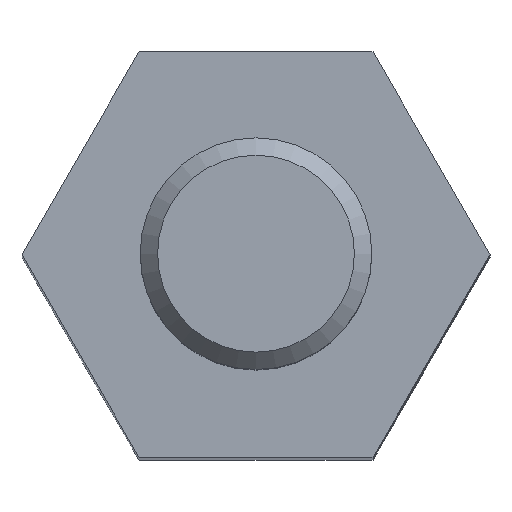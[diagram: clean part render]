
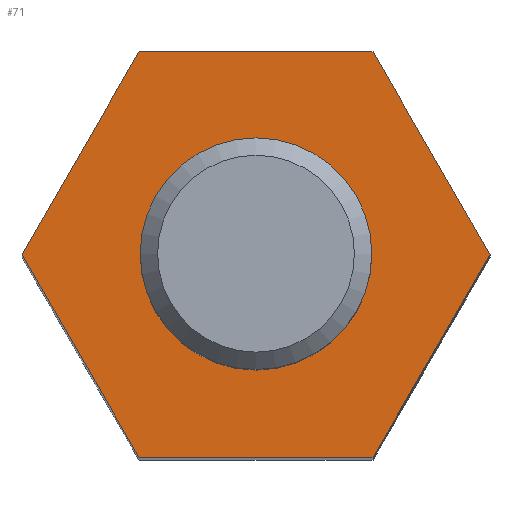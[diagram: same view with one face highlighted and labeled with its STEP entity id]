
A CAD part, top view. The second image highlights one B-rep face of the part: STEP entity #71.
In plain terms, the highlighted planar face has unit normal (0, 0, 1).
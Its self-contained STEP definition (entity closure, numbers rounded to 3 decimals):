
#71 = ADVANCED_FACE( '', ( #156, #157 ), #158, .T. );
#156 = FACE_BOUND( '', #250, .T. );
#157 = FACE_OUTER_BOUND( '', #251, .T. );
#158 = PLANE( '', #252 );
#250 = EDGE_LOOP( '', ( #374 ) );
#251 = EDGE_LOOP( '', ( #375, #376, #377, #378, #379, #380 ) );
#252 = AXIS2_PLACEMENT_3D( '', #381, #382, #383 );
#374 = ORIENTED_EDGE( '', *, *, #495, .T. );
#375 = ORIENTED_EDGE( '', *, *, #518, .T. );
#376 = ORIENTED_EDGE( '', *, *, #499, .T. );
#377 = ORIENTED_EDGE( '', *, *, #519, .T. );
#378 = ORIENTED_EDGE( '', *, *, #483, .T. );
#379 = ORIENTED_EDGE( '', *, *, #514, .T. );
#380 = ORIENTED_EDGE( '', *, *, #520, .T. );
#381 = CARTESIAN_POINT( '', ( 0., 0., 30. ) );
#382 = DIRECTION( '', ( 0., 0., 1. ) );
#383 = DIRECTION( '', ( 1., 0., 0. ) );
#483 = EDGE_CURVE( '', #553, #551, #554, .T. );
#495 = EDGE_CURVE( '', #572, #572, #573, .F. );
#499 = EDGE_CURVE( '', #580, #578, #581, .T. );
#514 = EDGE_CURVE( '', #551, #604, #606, .T. );
#518 = EDGE_CURVE( '', #610, #580, #611, .T. );
#519 = EDGE_CURVE( '', #578, #553, #612, .T. );
#520 = EDGE_CURVE( '', #604, #610, #613, .T. );
#551 = VERTEX_POINT( '', #653 );
#553 = VERTEX_POINT( '', #656 );
#554 = LINE( '', #657, #658 );
#572 = VERTEX_POINT( '', #684 );
#573 = CIRCLE( '', #685, 1.852 );
#578 = VERTEX_POINT( '', #697 );
#580 = VERTEX_POINT( '', #700 );
#581 = LINE( '', #701, #702 );
#604 = VERTEX_POINT( '', #752 );
#606 = LINE( '', #755, #756 );
#610 = VERTEX_POINT( '', #765 );
#611 = LINE( '', #766, #767 );
#612 = LINE( '', #768, #769 );
#613 = LINE( '', #770, #771 );
#653 = CARTESIAN_POINT( '', ( 2.021, -3.5, 30. ) );
#656 = CARTESIAN_POINT( '', ( -2.021, -3.5, 30. ) );
#657 = CARTESIAN_POINT( '', ( -2.021, -3.5, 30. ) );
#658 = VECTOR( '', #826, 1000. );
#684 = CARTESIAN_POINT( '', ( 1.852, 0., 30. ) );
#685 = AXIS2_PLACEMENT_3D( '', #843, #844, #845 );
#697 = CARTESIAN_POINT( '', ( -4.041, 0., 30. ) );
#700 = CARTESIAN_POINT( '', ( -2.021, 3.5, 30. ) );
#701 = CARTESIAN_POINT( '', ( -2.021, 3.5, 30. ) );
#702 = VECTOR( '', #847, 1000. );
#752 = CARTESIAN_POINT( '', ( 4.041, 0., 30. ) );
#755 = CARTESIAN_POINT( '', ( 2.021, -3.5, 30. ) );
#756 = VECTOR( '', #862, 1000. );
#765 = CARTESIAN_POINT( '', ( 2.021, 3.5, 30. ) );
#766 = CARTESIAN_POINT( '', ( 2.021, 3.5, 30. ) );
#767 = VECTOR( '', #863, 1000. );
#768 = CARTESIAN_POINT( '', ( -4.041, 0., 30. ) );
#769 = VECTOR( '', #864, 1000. );
#770 = CARTESIAN_POINT( '', ( 4.041, 0., 30. ) );
#771 = VECTOR( '', #865, 1000. );
#826 = DIRECTION( '', ( 1., 0., 0. ) );
#843 = CARTESIAN_POINT( '', ( 0., 0., 30. ) );
#844 = DIRECTION( '', ( 0., 0., 1. ) );
#845 = DIRECTION( '', ( 1., 0., 0. ) );
#847 = DIRECTION( '', ( -0.5, -0.866, 0. ) );
#862 = DIRECTION( '', ( 0.5, 0.866, 0. ) );
#863 = DIRECTION( '', ( -1., 0., 0. ) );
#864 = DIRECTION( '', ( 0.5, -0.866, 0. ) );
#865 = DIRECTION( '', ( -0.5, 0.866, 0. ) );
